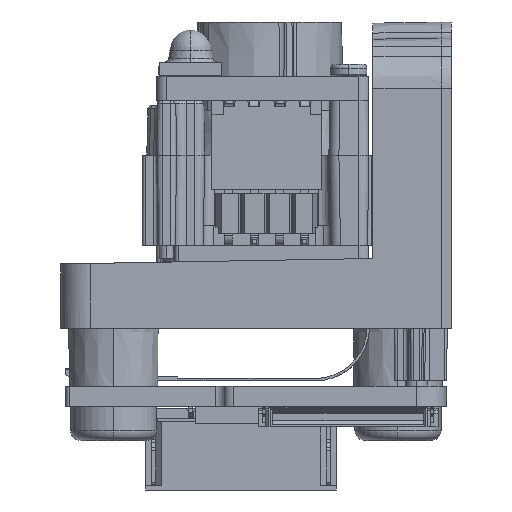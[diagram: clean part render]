
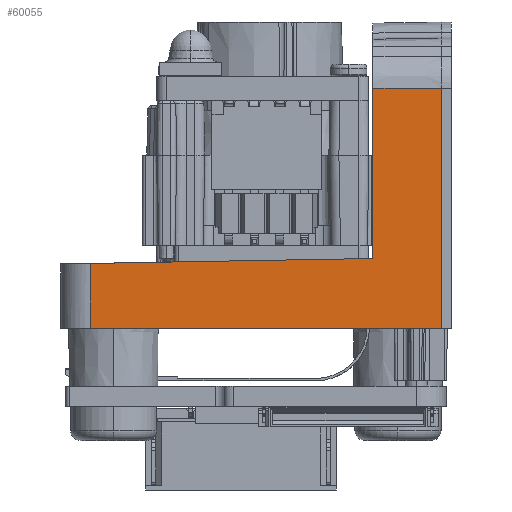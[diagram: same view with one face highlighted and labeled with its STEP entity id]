
A CAD part, left-side view. The second image highlights one B-rep face of the part: STEP entity #60055.
In plain terms, the highlighted planar face has unit normal (-1, 0.018, 0).
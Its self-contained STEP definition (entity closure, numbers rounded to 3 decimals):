
#1455=CARTESIAN_POINT('',(-19.194,18.026,3.244));
#1457=DIRECTION('',(0.,0.,1.));
#1458=VECTOR('',#1457,3.244);
#1459=CARTESIAN_POINT('',(-19.194,18.026,0.));
#1460=LINE('',#1459,#1458);
#1461=DIRECTION('',(-0.017,-1.,0.017));
#1462=VECTOR('',#1461,14.121);
#1463=CARTESIAN_POINT('',(-19.194,18.026,3.244));
#1464=LINE('',#1463,#1462);
#1465=DIRECTION('',(0.,0.,1.));
#1466=VECTOR('',#1465,8.51);
#1467=CARTESIAN_POINT('',(-19.44,3.91,3.49));
#1468=LINE('',#1467,#1466);
#1469=DIRECTION('',(0.017,1.,0.));
#1470=VECTOR('',#1469,3.411);
#1471=CARTESIAN_POINT('',(-19.5,0.5,12.));
#1472=LINE('',#1471,#1470);
#1611=DIRECTION('',(-0.017,-1.,0.));
#1612=VECTOR('',#1611,17.529);
#1613=CARTESIAN_POINT('',(-19.194,18.026,0.));
#1614=LINE('',#1613,#1612);
#1904=DIRECTION('',(0.,0.,1.));
#1905=VECTOR('',#1904,12.);
#1906=CARTESIAN_POINT('',(-19.5,0.5,0.));
#1907=LINE('',#1906,#1905);
#44747=CARTESIAN_POINT('',(-19.44,3.91,12.));
#44748=VERTEX_POINT('',#44747);
#44749=CARTESIAN_POINT('',(-19.44,3.91,
3.49));
#44750=VERTEX_POINT('',#44749);
#44777=VERTEX_POINT('',#1455);
#44780=CARTESIAN_POINT('',(-19.194,18.026,0.));
#44781=VERTEX_POINT('',#44780);
#44782=CARTESIAN_POINT('',(-19.5,0.5,12.));
#44783=VERTEX_POINT('',#44782);
#44784=CARTESIAN_POINT('',(-19.5,0.5,0.));
#44785=VERTEX_POINT('',#44784);
#60039=CARTESIAN_POINT('',(-19.347,9.263,6.));
#60040=DIRECTION('',(1.,-0.017,0.));
#60041=DIRECTION('',(0.,0.,1.));
#60042=AXIS2_PLACEMENT_3D('',#60039,#60040,#60041);
#60043=PLANE('',#60042);
#60044=ORIENTED_EDGE('',*,*,#60030,.T.);
#60045=ORIENTED_EDGE('',*,*,#60019,.T.);
#60046=ORIENTED_EDGE('',*,*,#59925,.T.);
#60048=ORIENTED_EDGE('',*,*,#60047,.F.);
#60050=ORIENTED_EDGE('',*,*,#60049,.F.);
#60052=ORIENTED_EDGE('',*,*,#60051,.F.);
#60053=EDGE_LOOP('',(#60044,#60045,#60046,#60048,#60050,#60052));
#60054=FACE_OUTER_BOUND('',#60053,.F.);
#60055=ADVANCED_FACE('',(#60054),#60043,.F.);
#59925=EDGE_CURVE('',#44750,#44748,#1468,.T.);
#60019=EDGE_CURVE('',#44777,#44750,#1464,.T.);
#60030=EDGE_CURVE('',#44781,#44777,#1460,.T.);
#60047=EDGE_CURVE('',#44783,#44748,#1472,.T.);
#60049=EDGE_CURVE('',#44785,#44783,#1907,.T.);
#60051=EDGE_CURVE('',#44781,#44785,#1614,.T.);
